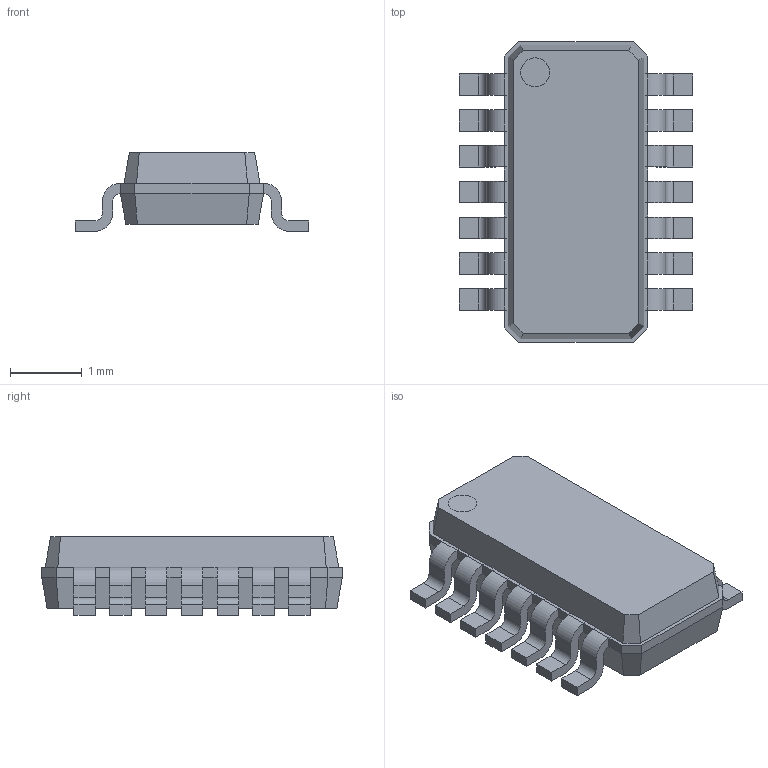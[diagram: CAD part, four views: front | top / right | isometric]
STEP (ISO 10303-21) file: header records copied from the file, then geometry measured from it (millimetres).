
FILE_DESCRIPTION(/* description */ ('model of Texas_DYY0014A_TSOT-23-14_2x4.2mm_P0.5mm'),/* implementation_level */ '2;1');
FILE_NAME(/* name */ 'Texas_DYY0014A_TSOT-23-14_2x4.2mm_P0.5mm.step',/* time_stamp */ '1970-01-01T00:00:00',/* author */ ('KiCAD','kicad'),/* organization */ ('OCCT'),/* preprocessor_version */ '',/* originating_system */ 'KiCAD',/* authorisation */ '');
FILE_SCHEMA(('AUTOMOTIVE_DESIGN { 1 0 10303 214 1 1 1 1 }'));
Length unit declared in the file: millimetre
Products named in the file (1): Texas_DYY0014A_TSOT-23-14_2x4.2mm_P0.5mm
Bounding box: 3.26 x 4.2 x 1.1 mm (x, y, z)
Volume: 8.3 mm3; surface area: 39.1 mm2
Topology: 1 solids, 1 shells, 223 faces, 569 edges, 349 vertices
Faces by surface type: plane 151, cylinder 56, bspline 16
Entity records: 4333 total; most frequent: ORIENTED_EDGE 981, EDGE_CURVE 569, CARTESIAN_POINT 464, LINE 376, VERTEX_POINT 349, AXIS2_PLACEMENT_3D 272, FACE_BOUND 224, ADVANCED_FACE 223
